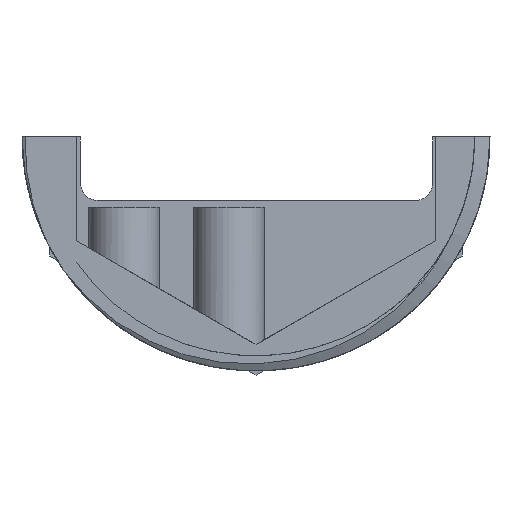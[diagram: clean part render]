
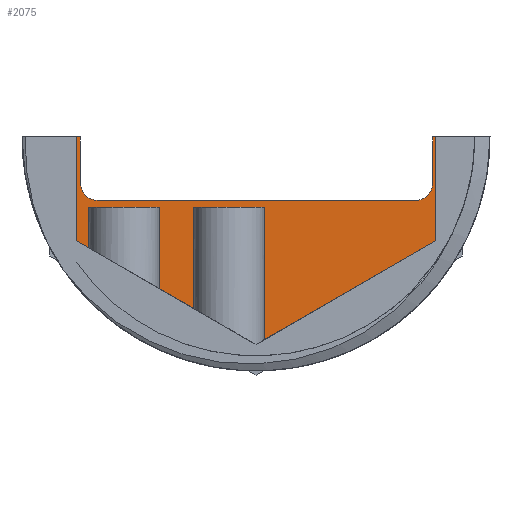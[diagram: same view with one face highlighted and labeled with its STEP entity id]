
A CAD part, left-side view. The second image highlights one B-rep face of the part: STEP entity #2075.
In plain terms, the highlighted planar face has unit normal (-1, 0, 0).
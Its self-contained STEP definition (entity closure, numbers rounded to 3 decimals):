
#69=CIRCLE('',#2162,1.);
#71=CIRCLE('',#2166,1.);
#313=FACE_OUTER_BOUND('',#431,.T.);
#431=EDGE_LOOP('',(#1637,#1638,#1639,#1640,#1641,#1642,#1643,#1644,#1645,
#1646,#1647));
#528=LINE('',#3022,#688);
#532=LINE('',#3034,#692);
#546=LINE('',#3147,#706);
#554=LINE('',#3164,#714);
#558=LINE('',#3176,#718);
#582=LINE('',#4690,#742);
#583=LINE('',#4691,#743);
#584=LINE('',#4692,#744);
#585=LINE('',#4693,#745);
#688=VECTOR('',#2381,10.);
#692=VECTOR('',#2393,10.);
#706=VECTOR('',#2429,10.);
#714=VECTOR('',#2441,10.);
#718=VECTOR('',#2453,10.);
#742=VECTOR('',#2547,10.);
#743=VECTOR('',#2548,10.);
#744=VECTOR('',#2549,10.);
#745=VECTOR('',#2550,10.);
#856=VERTEX_POINT('',#3018);
#858=VERTEX_POINT('',#3021);
#860=VERTEX_POINT('',#3027);
#862=VERTEX_POINT('',#3033);
#864=VERTEX_POINT('',#3039);
#876=VERTEX_POINT('',#3144);
#877=VERTEX_POINT('',#3146);
#882=VERTEX_POINT('',#3160);
#884=VERTEX_POINT('',#3163);
#954=VERTEX_POINT('',#4688);
#955=VERTEX_POINT('',#4689);
#1083=EDGE_CURVE('',#856,#858,#528,.T.);
#1086=EDGE_CURVE('',#858,#860,#69,.T.);
#1089=EDGE_CURVE('',#860,#862,#532,.T.);
#1092=EDGE_CURVE('',#862,#864,#71,.T.);
#1111=EDGE_CURVE('',#876,#877,#546,.T.);
#1119=EDGE_CURVE('',#882,#884,#554,.T.);
#1126=EDGE_CURVE('',#884,#876,#558,.T.);
#1220=EDGE_CURVE('',#954,#955,#582,.T.);
#1221=EDGE_CURVE('',#864,#954,#583,.T.);
#1222=EDGE_CURVE('',#877,#856,#584,.T.);
#1223=EDGE_CURVE('',#955,#882,#585,.T.);
#1637=ORIENTED_EDGE('',*,*,#1220,.F.);
#1638=ORIENTED_EDGE('',*,*,#1221,.F.);
#1639=ORIENTED_EDGE('',*,*,#1092,.F.);
#1640=ORIENTED_EDGE('',*,*,#1089,.F.);
#1641=ORIENTED_EDGE('',*,*,#1086,.F.);
#1642=ORIENTED_EDGE('',*,*,#1083,.F.);
#1643=ORIENTED_EDGE('',*,*,#1222,.F.);
#1644=ORIENTED_EDGE('',*,*,#1111,.F.);
#1645=ORIENTED_EDGE('',*,*,#1126,.F.);
#1646=ORIENTED_EDGE('',*,*,#1119,.F.);
#1647=ORIENTED_EDGE('',*,*,#1223,.F.);
#1990=PLANE('',#2216);
#2075=ADVANCED_FACE('',(#313),#1990,.F.);
#2162=AXIS2_PLACEMENT_3D('',#3028,#2386,#2387);
#2166=AXIS2_PLACEMENT_3D('',#3040,#2398,#2399);
#2216=AXIS2_PLACEMENT_3D('',#4687,#2545,#2546);
#2381=DIRECTION('',(0.,0.,-1.));
#2386=DIRECTION('center_axis',(-1.,0.,0.));
#2387=DIRECTION('ref_axis',(0.,0.,-1.));
#2393=DIRECTION('',(0.,-1.,0.));
#2398=DIRECTION('center_axis',(-1.,0.,0.));
#2399=DIRECTION('ref_axis',(0.,-1.,0.));
#2429=DIRECTION('',(0.,0.,1.));
#2441=DIRECTION('',(0.,0.866,-0.5));
#2453=DIRECTION('',(0.,0.866,0.5));
#2545=DIRECTION('center_axis',(1.,0.,0.));
#2546=DIRECTION('ref_axis',(0.,1.,0.));
#2547=DIRECTION('',(0.,-1.,0.));
#2548=DIRECTION('',(0.,0.,1.));
#2549=DIRECTION('',(0.,-1.,0.));
#2550=DIRECTION('',(0.,0.,-1.));
#3018=CARTESIAN_POINT('',(41.05,111.468,4.));
#3021=CARTESIAN_POINT('',(41.05,111.468,1.4));
#3022=CARTESIAN_POINT('',(41.05,111.468,9.65));
#3027=CARTESIAN_POINT('',(41.05,110.468,0.4));
#3028=CARTESIAN_POINT('Origin',(41.05,110.468,1.4));
#3033=CARTESIAN_POINT('',(41.05,92.478,0.4));
#3034=CARTESIAN_POINT('',(41.05,110.468,0.4));
#3039=CARTESIAN_POINT('',(41.05,91.478,1.4));
#3040=CARTESIAN_POINT('Origin',(41.05,92.478,1.4));
#3144=CARTESIAN_POINT('',(41.05,111.706,-1.889));
#3146=CARTESIAN_POINT('',(41.05,111.706,4.));
#3147=CARTESIAN_POINT('',(41.05,111.706,0.969));
#3160=CARTESIAN_POINT('',(41.05,91.306,-1.889));
#3163=CARTESIAN_POINT('',(41.05,101.506,-7.778));
#3164=CARTESIAN_POINT('',(41.05,93.781,-3.318));
#3176=CARTESIAN_POINT('',(41.05,103.981,-6.349));
#4687=CARTESIAN_POINT('Origin',(41.05,101.506,4.));
#4688=CARTESIAN_POINT('',(41.05,91.478,4.));
#4689=CARTESIAN_POINT('',(41.05,91.306,4.));
#4690=CARTESIAN_POINT('',(41.05,101.51,4.));
#4691=CARTESIAN_POINT('',(41.05,91.478,1.4));
#4692=CARTESIAN_POINT('',(41.05,101.51,4.));
#4693=CARTESIAN_POINT('',(41.05,91.306,7.031));
